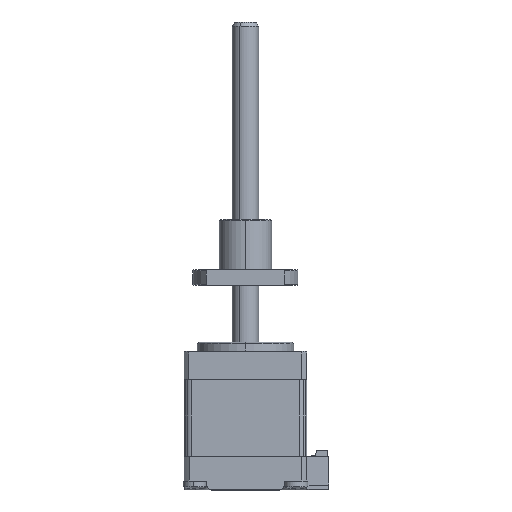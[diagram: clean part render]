
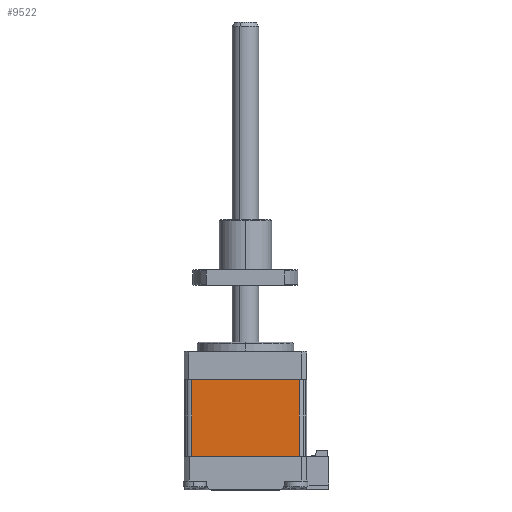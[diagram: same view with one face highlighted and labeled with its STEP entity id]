
A CAD part, top view. The second image highlights one B-rep face of the part: STEP entity #9522.
In plain terms, the highlighted planar face has unit normal (0, 0, 1).
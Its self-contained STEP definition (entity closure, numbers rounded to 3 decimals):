
#97 = PLANE ( 'NONE',  #9186 ) ;
#193 = CARTESIAN_POINT ( 'NONE',  ( -14.703, 7.776, 47.6 ) ) ;
#528 = VERTEX_POINT ( 'NONE', #10148 ) ;
#618 = CARTESIAN_POINT ( 'NONE',  ( 9.792, -9.724, 47.6 ) ) ;
#1154 = DIRECTION ( 'NONE',  ( -1., 0., 0. ) ) ;
#1301 = EDGE_CURVE ( 'NONE', #2812, #528, #7121, .T. ) ;
#1388 = ORIENTED_EDGE ( 'NONE', *, *, #3369, .F. ) ;
#2056 = VECTOR ( 'NONE', #6308, 1000. ) ;
#2139 = CARTESIAN_POINT ( 'NONE',  ( 9.792, -9.724, 47.6 ) ) ;
#2265 = EDGE_CURVE ( 'NONE', #2858, #5253, #11501, .T. ) ;
#2357 = LINE ( 'NONE', #618, #4575 ) ;
#2812 = VERTEX_POINT ( 'NONE', #2139 ) ;
#2858 = VERTEX_POINT ( 'NONE', #8875 ) ;
#3369 = EDGE_CURVE ( 'NONE', #528, #5253, #7465, .T. ) ;
#4575 = VECTOR ( 'NONE', #6310, 1000. ) ;
#4910 = VECTOR ( 'NONE', #5613, 1000. ) ;
#5253 = VERTEX_POINT ( 'NONE', #9020 ) ;
#5613 = DIRECTION ( 'NONE',  ( 0., 1., 0. ) ) ;
#5834 = DIRECTION ( 'NONE',  ( 0., 1., 0. ) ) ;
#6024 = FACE_OUTER_BOUND ( 'NONE', #7219, .T. ) ;
#6308 = DIRECTION ( 'NONE',  ( -1., 0., 0. ) ) ;
#6310 = DIRECTION ( 'NONE',  ( 0., 1., 0. ) ) ;
#7121 = LINE ( 'NONE', #8495, #2056 ) ;
#7219 = EDGE_LOOP ( 'NONE', ( #10491, #1388, #11882, #11199 ) ) ;
#7365 = EDGE_CURVE ( 'NONE', #2812, #2858, #2357, .T. ) ;
#7465 = LINE ( 'NONE', #9397, #4910 ) ;
#8495 = CARTESIAN_POINT ( 'NONE',  ( -14.703, -9.724, 47.6 ) ) ;
#8875 = CARTESIAN_POINT ( 'NONE',  ( 9.792, 7.776, 47.6 ) ) ;
#8968 = VECTOR ( 'NONE', #1154, 1000. ) ;
#9020 = CARTESIAN_POINT ( 'NONE',  ( -14.703, 7.776, 47.6 ) ) ;
#9186 = AXIS2_PLACEMENT_3D ( 'NONE', #10561, #11559, #5834 ) ;
#9397 = CARTESIAN_POINT ( 'NONE',  ( -14.703, -9.724, 47.6 ) ) ;
#9522 = ADVANCED_FACE ( 'NONE', ( #6024 ), #97, .F. ) ;
#10148 = CARTESIAN_POINT ( 'NONE',  ( -14.703, -9.724, 47.6 ) ) ;
#10491 = ORIENTED_EDGE ( 'NONE', *, *, #2265, .T. ) ;
#10561 = CARTESIAN_POINT ( 'NONE',  ( -14.703, -9.724, 47.6 ) ) ;
#11199 = ORIENTED_EDGE ( 'NONE', *, *, #7365, .T. ) ;
#11501 = LINE ( 'NONE', #193, #8968 ) ;
#11559 = DIRECTION ( 'NONE',  ( 0., 0., -1. ) ) ;
#11882 = ORIENTED_EDGE ( 'NONE', *, *, #1301, .F. ) ;
